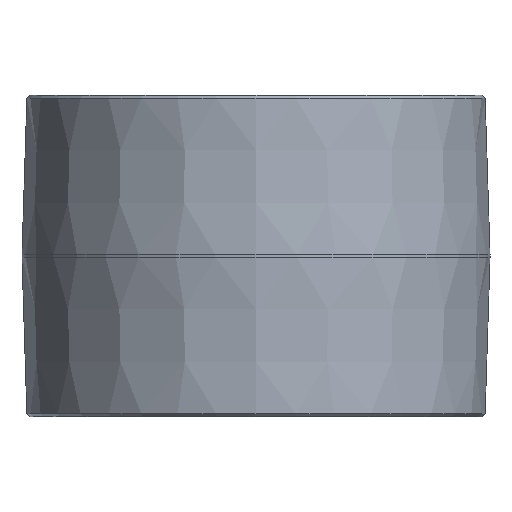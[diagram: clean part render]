
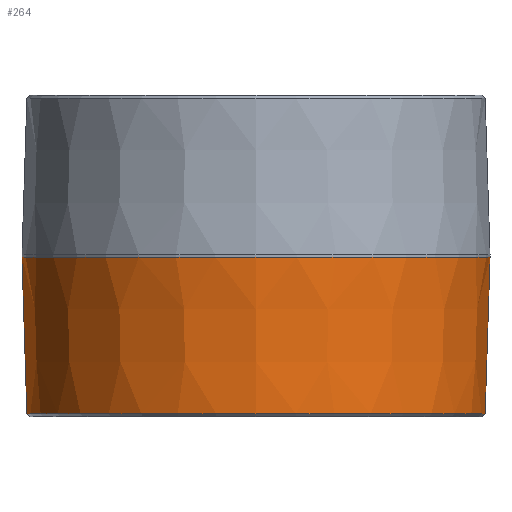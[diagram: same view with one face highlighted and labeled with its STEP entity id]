
A CAD part, front view. The second image highlights one B-rep face of the part: STEP entity #264.
In plain terms, the highlighted conical face has half-angle 1.78 degrees and reference radius 50.8 mm.
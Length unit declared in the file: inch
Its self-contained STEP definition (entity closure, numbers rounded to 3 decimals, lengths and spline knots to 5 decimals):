
#6 = DIRECTION ( 'NONE',  ( 0.031, 0., 1. ) ) ;
#15 = CIRCLE ( 'NONE', #490, 2. ) ;
#39 = CARTESIAN_POINT ( 'NONE',  ( 2., 0., 1.365 ) ) ;
#41 = CARTESIAN_POINT ( 'NONE',  ( 2., 0., 1.365 ) ) ;
#43 = EDGE_LOOP ( 'NONE', ( #260, #243, #353, #145 ) ) ;
#49 = CARTESIAN_POINT ( 'NONE',  ( 0., 0., 1.365 ) ) ;
#69 = LINE ( 'NONE', #311, #202 ) ;
#87 = VERTEX_POINT ( 'NONE', #213 ) ;
#92 = FACE_OUTER_BOUND ( 'NONE', #43, .T. ) ;
#108 = VERTEX_POINT ( 'NONE', #39 ) ;
#117 = CARTESIAN_POINT ( 'NONE',  ( -1.95836, 0., 0.02499 ) ) ;
#122 = AXIS2_PLACEMENT_3D ( 'NONE', #341, #261, #181 ) ;
#145 = ORIENTED_EDGE ( 'NONE', *, *, #308, .T. ) ;
#181 = DIRECTION ( 'NONE',  ( 1., 0., 0. ) ) ;
#195 = CARTESIAN_POINT ( 'NONE',  ( 0., 0., 0.02499 ) ) ;
#202 = VECTOR ( 'NONE', #250, 39.37008 ) ;
#213 = CARTESIAN_POINT ( 'NONE',  ( -2., 0., 1.365 ) ) ;
#223 = DIRECTION ( 'NONE',  ( -1., 0., 0. ) ) ;
#229 = DIRECTION ( 'NONE',  ( 0., 0., -1. ) ) ;
#243 = ORIENTED_EDGE ( 'NONE', *, *, #323, .T. ) ;
#250 = DIRECTION ( 'NONE',  ( -0.031, 0., 1. ) ) ;
#260 = ORIENTED_EDGE ( 'NONE', *, *, #397, .F. ) ;
#261 = DIRECTION ( 'NONE',  ( 0., 0., 1. ) ) ;
#263 = LINE ( 'NONE', #41, #329 ) ;
#264 = ADVANCED_FACE ( 'NONE', ( #92 ), #418, .T. ) ;
#278 = VERTEX_POINT ( 'NONE', #419 ) ;
#299 = CIRCLE ( 'NONE', #381, 1.95836 ) ;
#303 = EDGE_CURVE ( 'NONE', #278, #108, #263, .T. ) ;
#308 = EDGE_CURVE ( 'NONE', #108, #87, #15, .T. ) ;
#311 = CARTESIAN_POINT ( 'NONE',  ( -2., 0., 1.365 ) ) ;
#323 = EDGE_CURVE ( 'NONE', #389, #278, #299, .T. ) ;
#329 = VECTOR ( 'NONE', #6, 39.37008 ) ;
#341 = CARTESIAN_POINT ( 'NONE',  ( 0., 0., 1.365 ) ) ;
#353 = ORIENTED_EDGE ( 'NONE', *, *, #303, .T. ) ;
#381 = AXIS2_PLACEMENT_3D ( 'NONE', #195, #483, #455 ) ;
#389 = VERTEX_POINT ( 'NONE', #117 ) ;
#397 = EDGE_CURVE ( 'NONE', #389, #87, #69, .T. ) ;
#418 = CONICAL_SURFACE ( 'NONE', #122, 2., 0.031 ) ;
#419 = CARTESIAN_POINT ( 'NONE',  ( 1.95836, 0., 0.02499 ) ) ;
#455 = DIRECTION ( 'NONE',  ( -1., 0., 0. ) ) ;
#483 = DIRECTION ( 'NONE',  ( 0., 0., 1. ) ) ;
#490 = AXIS2_PLACEMENT_3D ( 'NONE', #49, #229, #223 ) ;
